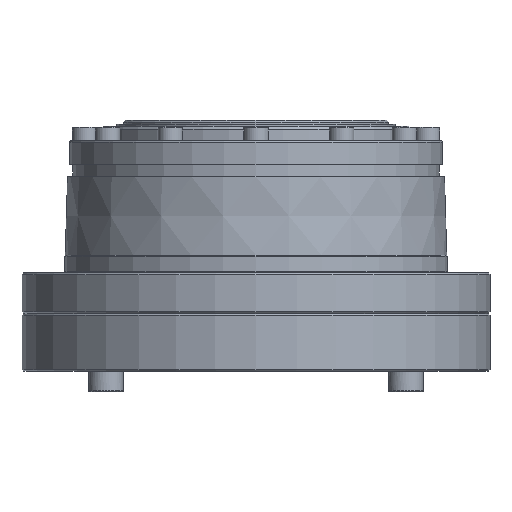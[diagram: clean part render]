
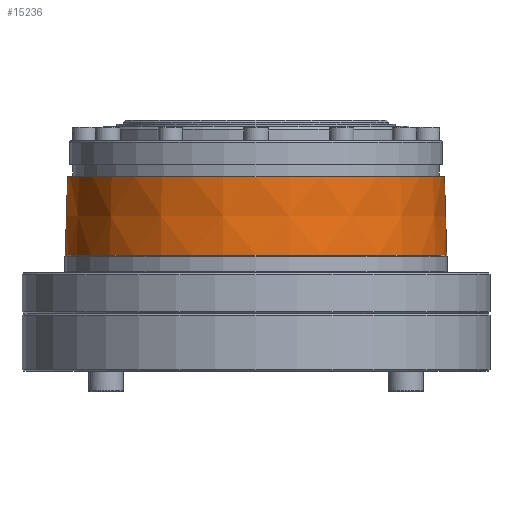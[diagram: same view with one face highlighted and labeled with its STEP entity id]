
A CAD part, front view. The second image highlights one B-rep face of the part: STEP entity #15236.
In plain terms, the highlighted conical face has half-angle 1.659 degrees and reference radius 56.25 mm.
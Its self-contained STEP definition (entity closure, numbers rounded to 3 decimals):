
#5755 = VERTEX_POINT ( 'NONE', #52510 ) ;
#7960 = AXIS2_PLACEMENT_3D ( 'NONE', #28231, #53323, #32135 ) ;
#9058 = CARTESIAN_POINT ( 'NONE',  ( 0., 0., -39.75 ) ) ;
#11177 = EDGE_CURVE ( 'NONE', #12614, #12614, #27998, .T. ) ;
#12614 = VERTEX_POINT ( 'NONE', #16251 ) ;
#13414 = DIRECTION ( 'NONE',  ( 0., 0., -1. ) ) ;
#14100 = EDGE_LOOP ( 'NONE', ( #20006 ) ) ;
#15236 = ADVANCED_FACE ( 'NONE', ( #49009, #36373 ), #33029, .T. ) ;
#16251 = CARTESIAN_POINT ( 'NONE',  ( 0., 56.25, -39.75 ) ) ;
#16532 = EDGE_LOOP ( 'NONE', ( #35611 ) ) ;
#20006 = ORIENTED_EDGE ( 'NONE', *, *, #33205, .T. ) ;
#22404 = CIRCLE ( 'NONE', #33187, 55.582 ) ;
#27160 = DIRECTION ( 'NONE',  ( -1., 0., 0. ) ) ;
#27537 = CARTESIAN_POINT ( 'NONE',  ( 0., 0., -16.7 ) ) ;
#27998 = CIRCLE ( 'NONE', #7960, 56.25 ) ;
#28231 = CARTESIAN_POINT ( 'NONE',  ( 0., 0., -39.75 ) ) ;
#32135 = DIRECTION ( 'NONE',  ( 0., 1., 0. ) ) ;
#33029 = CONICAL_SURFACE ( 'NONE', #51556, 56.25, 0.029 ) ;
#33187 = AXIS2_PLACEMENT_3D ( 'NONE', #27537, #48720, #27160 ) ;
#33205 = EDGE_CURVE ( 'NONE', #5755, #5755, #22404, .T. ) ;
#35611 = ORIENTED_EDGE ( 'NONE', *, *, #11177, .F. ) ;
#36373 = FACE_OUTER_BOUND ( 'NONE', #16532, .T. ) ;
#48720 = DIRECTION ( 'NONE',  ( 0., 0., -1. ) ) ;
#49009 = FACE_BOUND ( 'NONE', #14100, .T. ) ;
#51556 = AXIS2_PLACEMENT_3D ( 'NONE', #9058, #13414, #51793 ) ;
#51793 = DIRECTION ( 'NONE',  ( -1., 0., 0. ) ) ;
#52510 = CARTESIAN_POINT ( 'NONE',  ( -55.582, 0., -16.7 ) ) ;
#53323 = DIRECTION ( 'NONE',  ( 0., 0., -1. ) ) ;
